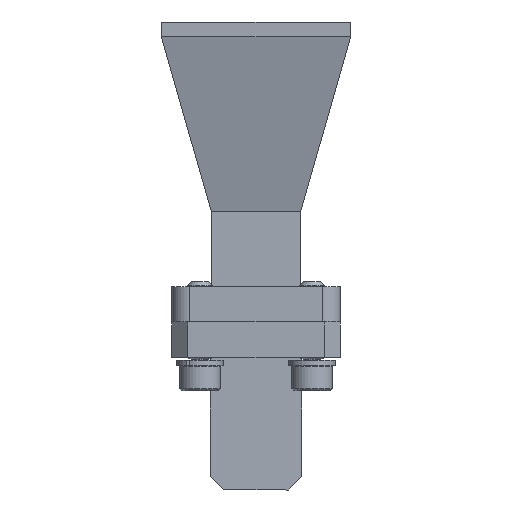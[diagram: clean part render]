
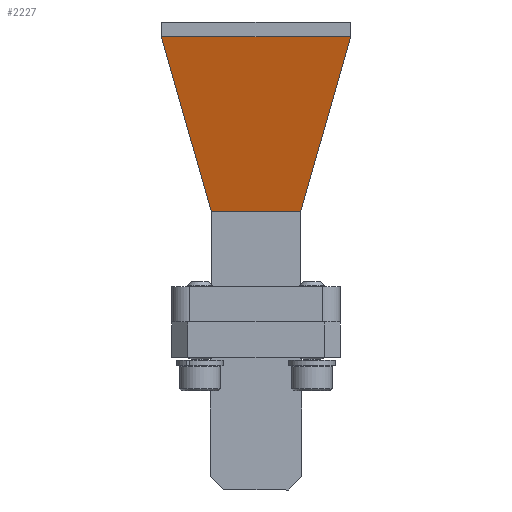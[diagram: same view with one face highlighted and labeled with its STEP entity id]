
A CAD part, front view. The second image highlights one B-rep face of the part: STEP entity #2227.
In plain terms, the highlighted face is planar.
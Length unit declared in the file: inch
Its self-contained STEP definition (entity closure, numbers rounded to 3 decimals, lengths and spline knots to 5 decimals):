
#60 = CARTESIAN_POINT ( 'NONE',  ( -0.12906, -0.1994, 1.96145 ) ) ;
#162 = DIRECTION ( 'NONE',  ( 0., -1., 0. ) ) ;
#184 = CARTESIAN_POINT ( 'NONE',  ( -0.31768, 0.42165, 2.73958 ) ) ;
#248 = ORIENTED_EDGE ( 'NONE', *, *, #3927, .T. ) ;
#341 = CARTESIAN_POINT ( 'NONE',  ( -0.31864, 0.42165, 2.74354 ) ) ;
#426 = VECTOR ( 'NONE', #2940, 39.37008 ) ;
#617 = VECTOR ( 'NONE', #3411, 39.37008 ) ;
#725 = DIRECTION ( 'NONE',  ( 0.236, 0., -0.972 ) ) ;
#739 = CARTESIAN_POINT ( 'NONE',  ( -0.31768, -0.42165, 2.73958 ) ) ;
#754 = VERTEX_POINT ( 'NONE', #60 ) ;
#775 = AXIS2_PLACEMENT_3D ( 'NONE', #3097, #1610, #3519 ) ;
#990 = ORIENTED_EDGE ( 'NONE', *, *, #2436, .T. ) ;
#1009 = ORIENTED_EDGE ( 'NONE', *, *, #1705, .T. ) ;
#1014 = VECTOR ( 'NONE', #2051, 39.37008 ) ;
#1175 = ORIENTED_EDGE ( 'NONE', *, *, #3832, .T. ) ;
#1363 = EDGE_LOOP ( 'NONE', ( #248, #2675, #5148, #1175, #1009, #990 ) ) ;
#1387 = EDGE_CURVE ( 'NONE', #754, #2229, #2020, .T. ) ;
#1398 = DIRECTION ( 'NONE',  ( 0.227, -0.267, -0.936 ) ) ;
#1450 = VECTOR ( 'NONE', #162, 39.37008 ) ;
#1577 = LINE ( 'NONE', #2060, #617 ) ;
#1593 = LINE ( 'NONE', #4818, #426 ) ;
#1610 = DIRECTION ( 'NONE',  ( -0.972, 0., -0.236 ) ) ;
#1705 = EDGE_CURVE ( 'NONE', #5335, #4176, #1593, .T. ) ;
#2020 = LINE ( 'NONE', #5746, #1014 ) ;
#2051 = DIRECTION ( 'NONE',  ( -0.227, -0.267, 0.936 ) ) ;
#2060 = CARTESIAN_POINT ( 'NONE',  ( -0.31768, -0.42165, 2.73958 ) ) ;
#2129 = FACE_OUTER_BOUND ( 'NONE', #1363, .T. ) ;
#2227 = ADVANCED_FACE ( 'NONE', ( #2129 ), #3965, .T. ) ;
#2229 = VERTEX_POINT ( 'NONE', #739 ) ;
#2436 = EDGE_CURVE ( 'NONE', #4176, #3707, #4953, .T. ) ;
#2560 = CARTESIAN_POINT ( 'NONE',  ( -0.12906, 0.1994, 1.96145 ) ) ;
#2675 = ORIENTED_EDGE ( 'NONE', *, *, #2734, .T. ) ;
#2734 = EDGE_CURVE ( 'NONE', #3771, #754, #3416, .T. ) ;
#2940 = DIRECTION ( 'NONE',  ( 0., 1., 0. ) ) ;
#3022 = VECTOR ( 'NONE', #1398, 39.37008 ) ;
#3097 = CARTESIAN_POINT ( 'NONE',  ( -0.2292, 0., 2.37459 ) ) ;
#3411 = DIRECTION ( 'NONE',  ( -0.236, 0., 0.972 ) ) ;
#3416 = LINE ( 'NONE', #4380, #1450 ) ;
#3468 = VECTOR ( 'NONE', #725, 39.37008 ) ;
#3519 = DIRECTION ( 'NONE',  ( -0.236, 0., 0.972 ) ) ;
#3707 = VERTEX_POINT ( 'NONE', #184 ) ;
#3771 = VERTEX_POINT ( 'NONE', #2560 ) ;
#3832 = EDGE_CURVE ( 'NONE', #2229, #5335, #1577, .T. ) ;
#3927 = EDGE_CURVE ( 'NONE', #3707, #3771, #5519, .T. ) ;
#3965 = PLANE ( 'NONE',  #775 ) ;
#4176 = VERTEX_POINT ( 'NONE', #4428 ) ;
#4380 = CARTESIAN_POINT ( 'NONE',  ( -0.12906, 0., 1.96145 ) ) ;
#4428 = CARTESIAN_POINT ( 'NONE',  ( -0.31864, 0.42165, 2.74354 ) ) ;
#4761 = CARTESIAN_POINT ( 'NONE',  ( -0.31864, -0.42165, 2.74354 ) ) ;
#4818 = CARTESIAN_POINT ( 'NONE',  ( -0.31864, 0., 2.74354 ) ) ;
#4953 = LINE ( 'NONE', #341, #3468 ) ;
#5148 = ORIENTED_EDGE ( 'NONE', *, *, #1387, .T. ) ;
#5335 = VERTEX_POINT ( 'NONE', #4761 ) ;
#5519 = LINE ( 'NONE', #5926, #3022 ) ;
#5746 = CARTESIAN_POINT ( 'NONE',  ( -0.12906, -0.1994, 1.96145 ) ) ;
#5926 = CARTESIAN_POINT ( 'NONE',  ( -0.31768, 0.42165, 2.73958 ) ) ;
